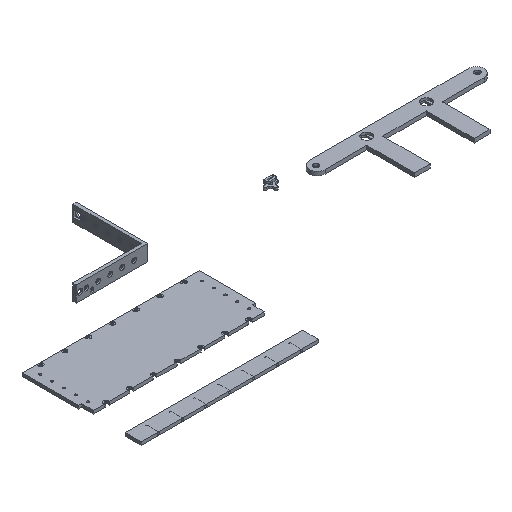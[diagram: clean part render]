
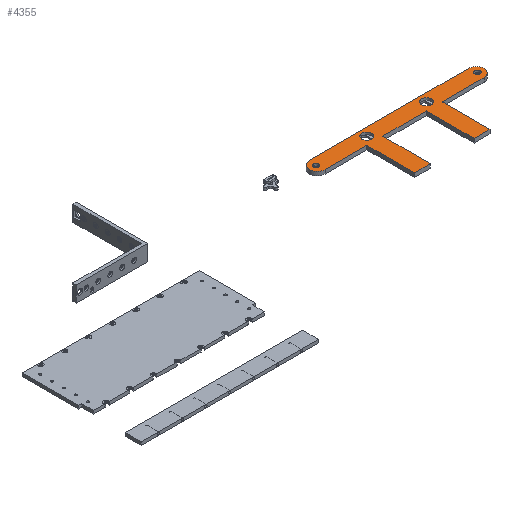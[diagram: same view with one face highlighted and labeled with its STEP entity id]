
A CAD part, isometric view. The second image highlights one B-rep face of the part: STEP entity #4355.
In plain terms, the highlighted planar face has unit normal (0, 0, 1).
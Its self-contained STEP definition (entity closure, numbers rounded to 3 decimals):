
#94=FACE_BOUND('',#782,.T.);
#95=FACE_BOUND('',#783,.T.);
#96=FACE_BOUND('',#784,.T.);
#97=FACE_BOUND('',#785,.T.);
#229=CIRCLE('',#4637,3.4);
#230=CIRCLE('',#4639,6.2);
#231=CIRCLE('',#4641,6.2);
#232=CIRCLE('',#4643,3.4);
#234=CIRCLE('',#4651,10.);
#236=CIRCLE('',#4655,10.);
#531=FACE_OUTER_BOUND('',#781,.T.);
#781=EDGE_LOOP('',(#3256,#3257,#3258,#3259,#3260,#3261,#3262,#3263,#3264,
#3265,#3266,#3267));
#782=EDGE_LOOP('',(#3268));
#783=EDGE_LOOP('',(#3269));
#784=EDGE_LOOP('',(#3270));
#785=EDGE_LOOP('',(#3271));
#1182=LINE('',#6493,#1585);
#1185=LINE('',#6499,#1588);
#1188=LINE('',#6505,#1591);
#1191=LINE('',#6511,#1594);
#1194=LINE('',#6517,#1597);
#1198=LINE('',#6529,#1601);
#1202=LINE('',#6541,#1605);
#1205=LINE('',#6547,#1608);
#1208=LINE('',#6553,#1611);
#1211=LINE('',#6557,#1614);
#1585=VECTOR('',#5280,10.);
#1588=VECTOR('',#5285,10.);
#1591=VECTOR('',#5290,10.);
#1594=VECTOR('',#5295,10.);
#1597=VECTOR('',#5300,10.);
#1601=VECTOR('',#5312,10.);
#1605=VECTOR('',#5324,10.);
#1608=VECTOR('',#5329,10.);
#1611=VECTOR('',#5334,10.);
#1614=VECTOR('',#5339,10.);
#1963=VERTEX_POINT('',#6471);
#1964=VERTEX_POINT('',#6475);
#1965=VERTEX_POINT('',#6479);
#1966=VERTEX_POINT('',#6483);
#1969=VERTEX_POINT('',#6490);
#1970=VERTEX_POINT('',#6492);
#1972=VERTEX_POINT('',#6498);
#1974=VERTEX_POINT('',#6504);
#1976=VERTEX_POINT('',#6510);
#1978=VERTEX_POINT('',#6516);
#1980=VERTEX_POINT('',#6522);
#1982=VERTEX_POINT('',#6528);
#1984=VERTEX_POINT('',#6534);
#1986=VERTEX_POINT('',#6540);
#1988=VERTEX_POINT('',#6546);
#1990=VERTEX_POINT('',#6552);
#2430=EDGE_CURVE('',#1963,#1963,#229,.T.);
#2432=EDGE_CURVE('',#1964,#1964,#230,.T.);
#2434=EDGE_CURVE('',#1965,#1965,#231,.T.);
#2436=EDGE_CURVE('',#1966,#1966,#232,.T.);
#2440=EDGE_CURVE('',#1970,#1969,#1182,.T.);
#2443=EDGE_CURVE('',#1972,#1970,#1185,.T.);
#2446=EDGE_CURVE('',#1974,#1972,#1188,.T.);
#2449=EDGE_CURVE('',#1976,#1974,#1191,.T.);
#2452=EDGE_CURVE('',#1978,#1976,#1194,.T.);
#2455=EDGE_CURVE('',#1980,#1978,#234,.T.);
#2458=EDGE_CURVE('',#1982,#1980,#1198,.T.);
#2461=EDGE_CURVE('',#1984,#1982,#236,.T.);
#2464=EDGE_CURVE('',#1986,#1984,#1202,.T.);
#2467=EDGE_CURVE('',#1988,#1986,#1205,.T.);
#2470=EDGE_CURVE('',#1990,#1988,#1208,.T.);
#2473=EDGE_CURVE('',#1969,#1990,#1211,.T.);
#3256=ORIENTED_EDGE('',*,*,#2473,.T.);
#3257=ORIENTED_EDGE('',*,*,#2470,.T.);
#3258=ORIENTED_EDGE('',*,*,#2467,.T.);
#3259=ORIENTED_EDGE('',*,*,#2464,.T.);
#3260=ORIENTED_EDGE('',*,*,#2461,.T.);
#3261=ORIENTED_EDGE('',*,*,#2458,.T.);
#3262=ORIENTED_EDGE('',*,*,#2455,.T.);
#3263=ORIENTED_EDGE('',*,*,#2452,.T.);
#3264=ORIENTED_EDGE('',*,*,#2449,.T.);
#3265=ORIENTED_EDGE('',*,*,#2446,.T.);
#3266=ORIENTED_EDGE('',*,*,#2443,.T.);
#3267=ORIENTED_EDGE('',*,*,#2440,.T.);
#3268=ORIENTED_EDGE('',*,*,#2436,.T.);
#3269=ORIENTED_EDGE('',*,*,#2434,.T.);
#3270=ORIENTED_EDGE('',*,*,#2432,.T.);
#3271=ORIENTED_EDGE('',*,*,#2430,.T.);
#4199=PLANE('',#4660);
#4355=ADVANCED_FACE('',(#531,#94,#95,#96,#97),#4199,.T.);
#4637=AXIS2_PLACEMENT_3D('',#6472,#5258,#5259);
#4639=AXIS2_PLACEMENT_3D('',#6476,#5263,#5264);
#4641=AXIS2_PLACEMENT_3D('',#6480,#5268,#5269);
#4643=AXIS2_PLACEMENT_3D('',#6484,#5273,#5274);
#4651=AXIS2_PLACEMENT_3D('',#6523,#5306,#5307);
#4655=AXIS2_PLACEMENT_3D('',#6535,#5318,#5319);
#4660=AXIS2_PLACEMENT_3D('',#6558,#5340,#5341);
#5258=DIRECTION('center_axis',(0.,0.,-1.));
#5259=DIRECTION('ref_axis',(1.,0.,0.));
#5263=DIRECTION('center_axis',(0.,0.,-1.));
#5264=DIRECTION('ref_axis',(1.,0.,0.));
#5268=DIRECTION('center_axis',(0.,0.,-1.));
#5269=DIRECTION('ref_axis',(1.,0.,0.));
#5273=DIRECTION('center_axis',(0.,0.,-1.));
#5274=DIRECTION('ref_axis',(1.,0.,0.));
#5280=DIRECTION('',(1.,0.,0.));
#5285=DIRECTION('',(0.,1.,0.));
#5290=DIRECTION('',(1.,0.,0.));
#5295=DIRECTION('',(0.,-1.,0.));
#5300=DIRECTION('',(1.,0.,0.));
#5306=DIRECTION('center_axis',(0.,0.,1.));
#5307=DIRECTION('ref_axis',(0.,1.,0.));
#5312=DIRECTION('',(-1.,0.,0.));
#5318=DIRECTION('center_axis',(0.,0.,1.));
#5319=DIRECTION('ref_axis',(0.,-1.,0.));
#5324=DIRECTION('',(1.,0.,0.));
#5329=DIRECTION('',(0.,1.,0.));
#5334=DIRECTION('',(1.,0.,0.));
#5339=DIRECTION('',(0.,-1.,0.));
#5340=DIRECTION('center_axis',(0.,0.,1.));
#5341=DIRECTION('ref_axis',(1.,0.,0.));
#6471=CARTESIAN_POINT('',(56.544,-10.,5.));
#6472=CARTESIAN_POINT('Origin',(59.944,-10.,5.));
#6475=CARTESIAN_POINT('',(192.844,-10.,5.));
#6476=CARTESIAN_POINT('Origin',(199.044,-10.,5.));
#6479=CARTESIAN_POINT('',(117.844,-10.,5.));
#6480=CARTESIAN_POINT('Origin',(124.044,-10.,5.));
#6483=CARTESIAN_POINT('',(259.744,-10.,5.));
#6484=CARTESIAN_POINT('Origin',(263.144,-10.,5.));
#6490=CARTESIAN_POINT('',(189.044,-20.,5.));
#6492=CARTESIAN_POINT('',(134.044,-20.,5.));
#6493=CARTESIAN_POINT('',(261.544,-20.,5.));
#6498=CARTESIAN_POINT('',(134.044,-80.,5.));
#6499=CARTESIAN_POINT('',(134.044,-20.,5.));
#6504=CARTESIAN_POINT('',(114.044,-80.,5.));
#6505=CARTESIAN_POINT('',(134.044,-80.,5.));
#6510=CARTESIAN_POINT('',(114.044,-20.,5.));
#6511=CARTESIAN_POINT('',(114.044,-80.,5.));
#6516=CARTESIAN_POINT('',(61.544,-20.,5.));
#6517=CARTESIAN_POINT('',(261.544,-20.,5.));
#6522=CARTESIAN_POINT('',(61.544,0.,5.));
#6523=CARTESIAN_POINT('Origin',(61.544,-10.,5.));
#6528=CARTESIAN_POINT('',(261.544,0.,5.));
#6529=CARTESIAN_POINT('',(61.544,0.,5.));
#6534=CARTESIAN_POINT('',(261.544,-20.,5.));
#6535=CARTESIAN_POINT('Origin',(261.544,-10.,5.));
#6540=CARTESIAN_POINT('',(209.044,-20.,5.));
#6541=CARTESIAN_POINT('',(261.544,-20.,5.));
#6546=CARTESIAN_POINT('',(209.044,-80.,5.));
#6547=CARTESIAN_POINT('',(209.044,-80.,5.));
#6552=CARTESIAN_POINT('',(189.044,-80.,5.));
#6553=CARTESIAN_POINT('',(189.044,-80.,5.));
#6557=CARTESIAN_POINT('',(189.044,-20.,5.));
#6558=CARTESIAN_POINT('Origin',(161.544,-40.,5.));
